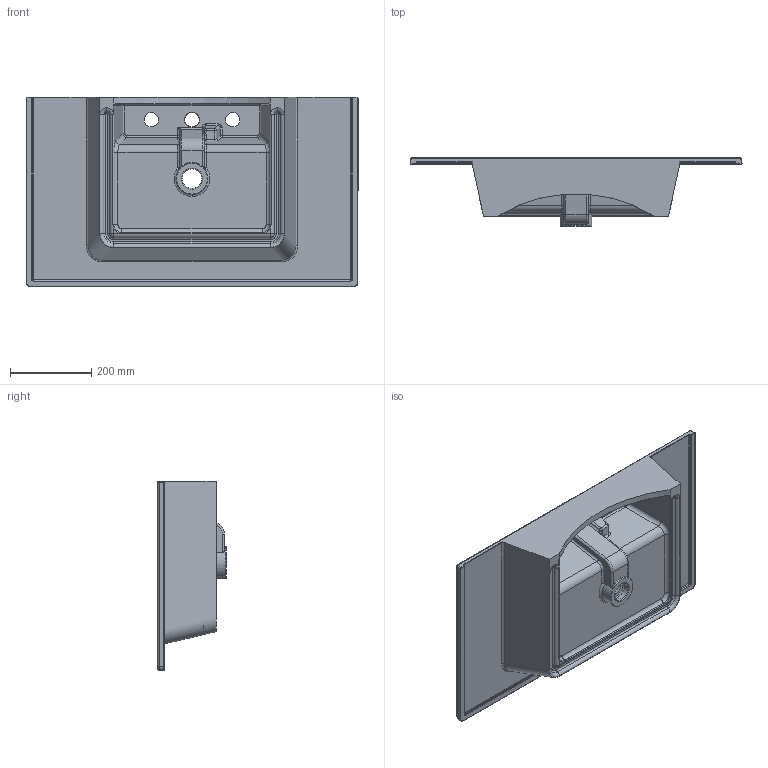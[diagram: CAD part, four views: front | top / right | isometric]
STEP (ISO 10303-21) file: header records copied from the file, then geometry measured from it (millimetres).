
FILE_DESCRIPTION (( 'STEP AP214' ), '1' );
FILE_NAME ('UN080B.3TH_STEP_v10424.STEP', '2024-04-10T13:51:02', ( '' ), ( '' ), 'SwSTEP 2.0', 'SolidWorks 2019', '' );
FILE_SCHEMA (( 'AUTOMOTIVE_DESIGN' ));
Length unit declared in the file: millimetre
Products named in the file (1): UN080B.3TH_STEP_v10424
Bounding box: 816.57 x 169 x 465.78 mm (x, y, z)
Volume: 9840281.1 mm3; surface area: 1235427.7 mm2
Topology: 1 solids, 1 shells, 272 faces, 676 edges, 397 vertices
Faces by surface type: cylinder 104, bspline 67, torus 49, plane 38, sphere 10, cone 4
Entity records: 14435 total; most frequent: CARTESIAN_POINT 8386, ORIENTED_EDGE 1330, DIRECTION 1232, EDGE_CURVE 665, AXIS2_PLACEMENT_3D 511, VERTEX_POINT 397, CIRCLE 305, EDGE_LOOP 284
